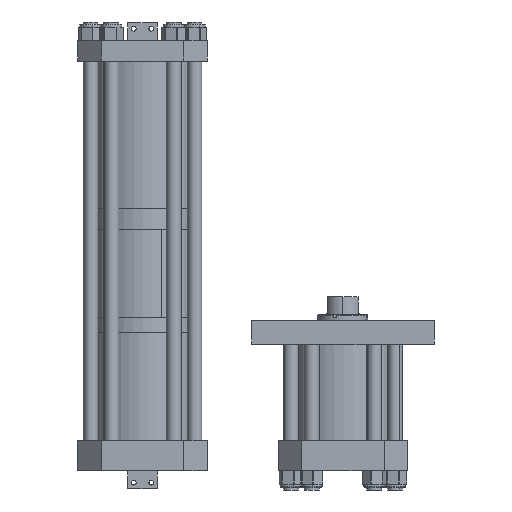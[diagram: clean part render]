
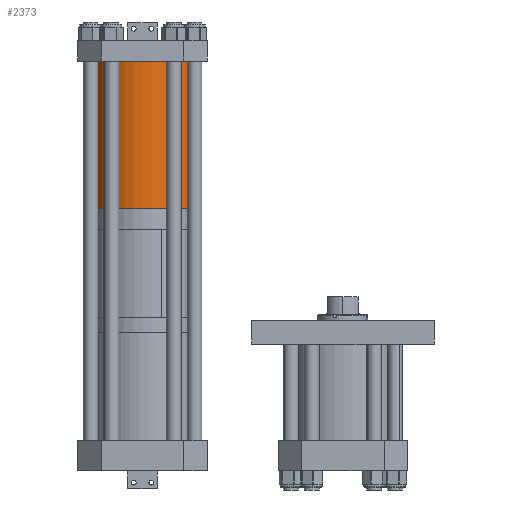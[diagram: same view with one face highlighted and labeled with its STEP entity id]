
A CAD part, front view. The second image highlights one B-rep face of the part: STEP entity #2373.
In plain terms, the highlighted cylindrical face has radius 114.3 mm (diameter 228.6 mm), a partial arc.
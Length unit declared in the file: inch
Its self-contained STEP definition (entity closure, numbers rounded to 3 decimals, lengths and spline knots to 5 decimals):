
#641 = DIRECTION ( 'NONE',  ( -1., 0., 0. ) ) ;
#665 = LINE ( 'NONE', #8486, #16717 ) ;
#2046 = DIRECTION ( 'NONE',  ( 1., 0., 0. ) ) ;
#2128 = ORIENTED_EDGE ( 'NONE', *, *, #8247, .F. ) ;
#2373 = ADVANCED_FACE ( 'NONE', ( #9608 ), #17706, .T. ) ;
#4068 = CARTESIAN_POINT ( 'NONE',  ( -4.5, 0., 12.49 ) ) ;
#4342 = CARTESIAN_POINT ( 'NONE',  ( -4.5, 0., 0. ) ) ;
#4967 = VERTEX_POINT ( 'NONE', #4068 ) ;
#5328 = ORIENTED_EDGE ( 'NONE', *, *, #6537, .F. ) ;
#5737 = CARTESIAN_POINT ( 'NONE',  ( -4.5, 0., 12.49 ) ) ;
#5970 = VERTEX_POINT ( 'NONE', #15782 ) ;
#6332 = AXIS2_PLACEMENT_3D ( 'NONE', #7425, #11581, #641 ) ;
#6537 = EDGE_CURVE ( 'NONE', #4967, #17440, #17001, .T. ) ;
#7015 = AXIS2_PLACEMENT_3D ( 'NONE', #17285, #10347, #2046 ) ;
#7139 = DIRECTION ( 'NONE',  ( 0., 0., -1. ) ) ;
#7425 = CARTESIAN_POINT ( 'NONE',  ( 0., 0., 12.49 ) ) ;
#7439 = VECTOR ( 'NONE', #17137, 39.37008 ) ;
#7763 = DIRECTION ( 'NONE',  ( 1., 0., 0. ) ) ;
#8111 = EDGE_CURVE ( 'NONE', #15019, #5970, #665, .T. ) ;
#8247 = EDGE_CURVE ( 'NONE', #15019, #4967, #16072, .T. ) ;
#8486 = CARTESIAN_POINT ( 'NONE',  ( 4.5, 0., 12.49 ) ) ;
#9608 = FACE_OUTER_BOUND ( 'NONE', #10308, .T. ) ;
#10295 = CARTESIAN_POINT ( 'NONE',  ( 0., 0., 0. ) ) ;
#10308 = EDGE_LOOP ( 'NONE', ( #2128, #11285, #13591, #5328 ) ) ;
#10347 = DIRECTION ( 'NONE',  ( 0., 0., 1. ) ) ;
#11285 = ORIENTED_EDGE ( 'NONE', *, *, #8111, .T. ) ;
#11581 = DIRECTION ( 'NONE',  ( 0., 0., -1. ) ) ;
#12146 = DIRECTION ( 'NONE',  ( 0., 0., 1. ) ) ;
#13045 = CARTESIAN_POINT ( 'NONE',  ( 4.5, 0., 12.49 ) ) ;
#13142 = EDGE_CURVE ( 'NONE', #5970, #17440, #13252, .T. ) ;
#13252 = CIRCLE ( 'NONE', #16886, 4.5 ) ;
#13591 = ORIENTED_EDGE ( 'NONE', *, *, #13142, .T. ) ;
#15019 = VERTEX_POINT ( 'NONE', #13045 ) ;
#15782 = CARTESIAN_POINT ( 'NONE',  ( 4.5, 0., 0. ) ) ;
#16072 = CIRCLE ( 'NONE', #7015, 4.5 ) ;
#16717 = VECTOR ( 'NONE', #7139, 39.37008 ) ;
#16886 = AXIS2_PLACEMENT_3D ( 'NONE', #10295, #12146, #7763 ) ;
#17001 = LINE ( 'NONE', #5737, #7439 ) ;
#17137 = DIRECTION ( 'NONE',  ( 0., 0., -1. ) ) ;
#17285 = CARTESIAN_POINT ( 'NONE',  ( 0., 0., 12.49 ) ) ;
#17440 = VERTEX_POINT ( 'NONE', #4342 ) ;
#17706 = CYLINDRICAL_SURFACE ( 'NONE', #6332, 4.5 ) ;
